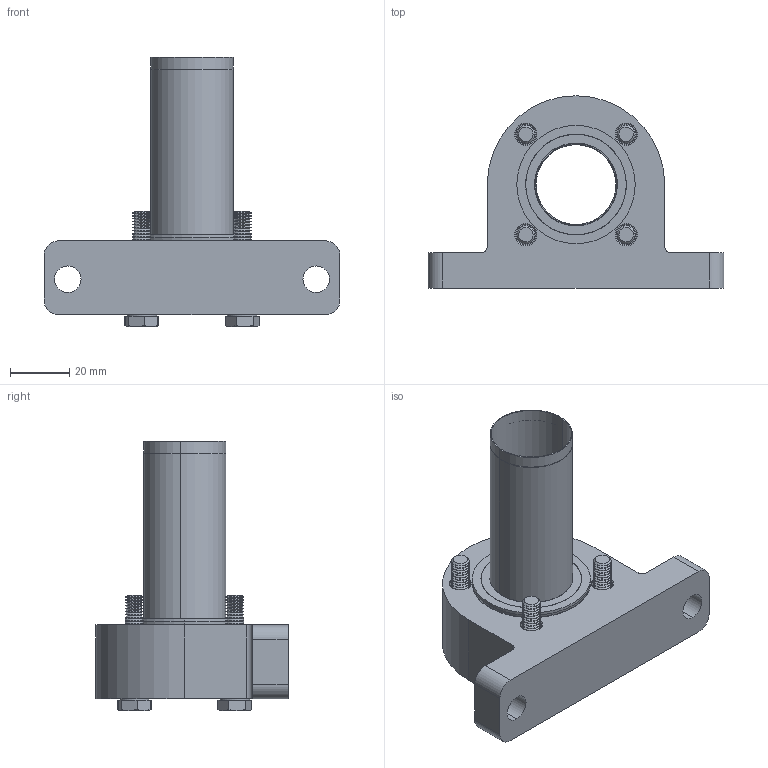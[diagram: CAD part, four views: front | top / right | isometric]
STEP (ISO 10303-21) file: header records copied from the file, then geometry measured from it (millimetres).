
FILE_DESCRIPTION (( 'STEP AP214' ), '1' );
FILE_NAME ('0186-0716_170908_PB03-48x25-80-SSC.STEP', '2017-09-08T06:33:55', ( 'mittelholzer' ), ( 'Microsoft' ), 'SwSTEP 2.0', 'SolidWorks 2017', '' );
FILE_SCHEMA (( 'AUTOMOTIVE_DESIGN' ));
Length unit declared in the file: millimetre
Products named in the file (5): hex bolt gradeab_iso_ISO 4014 - M6 x 35 x 18-S; 0180-0899_PBF03k-48x25-SSC; PAW01-27; 0186-0716_170908_PB03-48x25-80-SSC; 0180-0513_PBH01-48x25-80-SSC_PBH01-48x25-80-P-SSC
Assembly tree (7 placements, depth 2):
  0186-0716_170908_PB03-48x25-80-SSC
    0180-0899_PBF03k-48x25-SSC
    PAW01-27
    hex bolt gradeab_iso_ISO 4014 - M6 x 35 x 18-S  x4
    0180-0513_PBH01-48x25-80-SSC_PBH01-48x25-80-P-SSC
Bounding box: 100 x 65 x 91 mm (x, y, z)
Volume: 86862.4 mm3; surface area: 41918.3 mm2
Topology: 7 solids, 7 shells, 665 faces, 1650 edges, 1010 vertices
Faces by surface type: cone 364, cylinder 201, plane 80, torus 20
Entity records: 7894 total; most frequent: DIRECTION 1478, CARTESIAN_POINT 1298, ORIENTED_EDGE 1212, AXIS2_PLACEMENT_3D 620, EDGE_CURVE 606, VERTEX_POINT 368, CIRCLE 356, EDGE_LOOP 280
